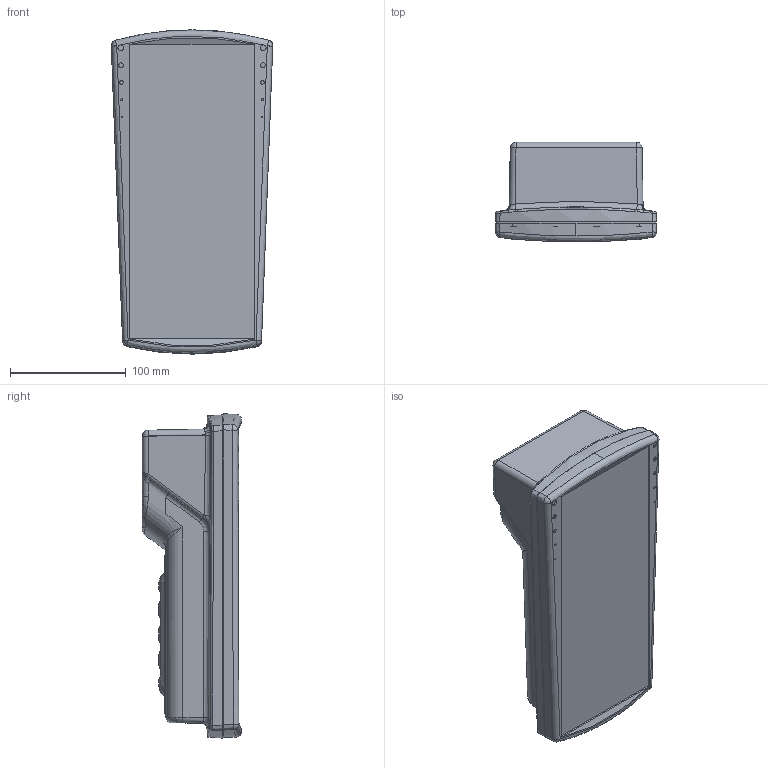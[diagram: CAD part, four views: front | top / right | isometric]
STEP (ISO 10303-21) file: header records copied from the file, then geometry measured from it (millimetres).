
FILE_DESCRIPTION (( 'STEP AP214' ), '1' );
FILE_NAME ('29250001.STEP', '2012-04-05T05:48:30', ( ' ' ), ( '' ), 'SwSTEP 2.0', 'SolidWorks 2011', '' );
FILE_SCHEMA (( 'AUTOMOTIVE_DESIGN' ));
Length unit declared in the file: millimetre
Products named in the file (9): 86012; 21304_Without  radius; 93043; 93246; 82009; 82002_im Deckel eingebaut; 21303_Default; 21301_Ohne  radius; 29250001
Assembly tree (21 placements, depth 2):
  29250001
    93043  x6
    21303_Default
    86012  x8
    82009
    82002_im Deckel eingebaut
    93246  x2
    21304_Without  radius
    21301_Ohne  radius
Bounding box: 139.76 x 85.87 x 280.67 mm (x, y, z)
Volume: 136703.7 mm3; surface area: 260149.6 mm2
Topology: 20 solids, 21 shells, 1858 faces, 4555 edges, 2866 vertices
Faces by surface type: plane 597, bspline 440, cone 358, cylinder 342, torus 115, sphere 6
Entity records: 73015 total; most frequent: CARTESIAN_POINT 37981, ORIENTED_EDGE 7894, DIRECTION 6192, EDGE_CURVE 3947, VERTEX_POINT 2505, AXIS2_PLACEMENT_3D 2279, EDGE_LOOP 1724, VECTOR 1634
